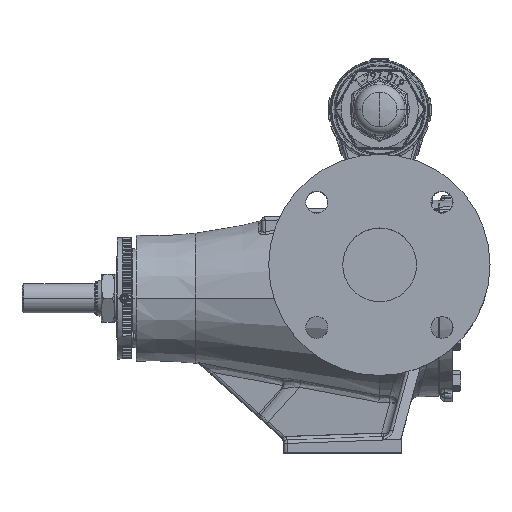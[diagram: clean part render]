
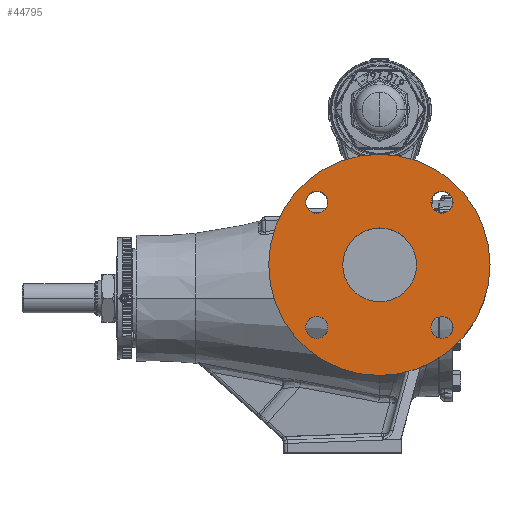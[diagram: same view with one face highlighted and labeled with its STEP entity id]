
A CAD part, top view. The second image highlights one B-rep face of the part: STEP entity #44795.
In plain terms, the highlighted planar face has unit normal (0, 0, 1).
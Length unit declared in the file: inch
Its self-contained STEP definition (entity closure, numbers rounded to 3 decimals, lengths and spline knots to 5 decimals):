
#2325 = CIRCLE ( 'NONE', #34824, 0.375 ) ;
#3694 = CARTESIAN_POINT ( 'NONE',  ( 0.11132, -1.00132, 6. ) ) ;
#4465 = AXIS2_PLACEMENT_3D ( 'NONE', #91209, #56781, #44560 ) ;
#5106 = AXIS2_PLACEMENT_3D ( 'NONE', #140689, #12012, #23755 ) ;
#6547 = VERTEX_POINT ( 'NONE', #117642 ) ;
#7404 = ORIENTED_EDGE ( 'NONE', *, *, #57304, .T. ) ;
#10290 = ORIENTED_EDGE ( 'NONE', *, *, #117835, .F. ) ;
#10583 = DIRECTION ( 'NONE',  ( 0., 0., -1. ) ) ;
#11682 = EDGE_LOOP ( 'NONE', ( #10290, #54023 ) ) ;
#12012 = DIRECTION ( 'NONE',  ( 0., 0., 1. ) ) ;
#13654 = AXIS2_PLACEMENT_3D ( 'NONE', #3694, #73358, #121030 ) ;
#13720 = AXIS2_PLACEMENT_3D ( 'NONE', #123434, #53141, #28566 ) ;
#15637 = VERTEX_POINT ( 'NONE', #109228 ) ;
#18724 = CARTESIAN_POINT ( 'NONE',  ( -2., 1.12, 6. ) ) ;
#19770 = ORIENTED_EDGE ( 'NONE', *, *, #130188, .F. ) ;
#21695 = VERTEX_POINT ( 'NONE', #48516 ) ;
#22591 = CARTESIAN_POINT ( 'NONE',  ( -4.13132, 3.24132, 6. ) ) ;
#23755 = DIRECTION ( 'NONE',  ( 1., 0., 0. ) ) ;
#24031 = DIRECTION ( 'NONE',  ( 1., 0., 0. ) ) ;
#26929 = FACE_OUTER_BOUND ( 'NONE', #68684, .T. ) ;
#27523 = AXIS2_PLACEMENT_3D ( 'NONE', #43177, #55419, #90836 ) ;
#28566 = DIRECTION ( 'NONE',  ( 0., -1., 0. ) ) ;
#28732 = CARTESIAN_POINT ( 'NONE',  ( -0.26368, -1.00132, 6. ) ) ;
#30723 = EDGE_CURVE ( 'NONE', #35452, #77085, #144300, .T. ) ;
#31498 = CIRCLE ( 'NONE', #77337, 1.25 ) ;
#34240 = FACE_BOUND ( 'NONE', #49451, .T. ) ;
#34581 = DIRECTION ( 'NONE',  ( 0., -1., 0. ) ) ;
#34824 = AXIS2_PLACEMENT_3D ( 'NONE', #94245, #104505, #24031 ) ;
#35452 = VERTEX_POINT ( 'NONE', #90407 ) ;
#39988 = EDGE_CURVE ( 'NONE', #111168, #21695, #119848, .T. ) ;
#42524 = CIRCLE ( 'NONE', #114169, 3.75 ) ;
#42742 = DIRECTION ( 'NONE',  ( 0., 0., -1. ) ) ;
#42763 = ORIENTED_EDGE ( 'NONE', *, *, #141129, .F. ) ;
#43177 = CARTESIAN_POINT ( 'NONE',  ( -2.01, 1.12, 6. ) ) ;
#44560 = DIRECTION ( 'NONE',  ( 1., 0., 0. ) ) ;
#44795 = ADVANCED_FACE ( 'NONE', ( #65489, #135245, #34240, #52646, #26929, #126132 ), #133226, .T. ) ;
#45413 = AXIS2_PLACEMENT_3D ( 'NONE', #109691, #110193, #75797 ) ;
#45939 = EDGE_LOOP ( 'NONE', ( #42763, #76041 ) ) ;
#48516 = CARTESIAN_POINT ( 'NONE',  ( -0.26368, 3.24132, 6. ) ) ;
#49451 = EDGE_LOOP ( 'NONE', ( #112590, #19770 ) ) ;
#50795 = ORIENTED_EDGE ( 'NONE', *, *, #69252, .F. ) ;
#51163 = CIRCLE ( 'NONE', #13654, 0.375 ) ;
#52646 = FACE_BOUND ( 'NONE', #45939, .T. ) ;
#52667 = DIRECTION ( 'NONE',  ( 1., 0., 0. ) ) ;
#52792 = CARTESIAN_POINT ( 'NONE',  ( -2., 1.12, 6. ) ) ;
#53141 = DIRECTION ( 'NONE',  ( 0., 0., 1. ) ) ;
#54023 = ORIENTED_EDGE ( 'NONE', *, *, #93754, .F. ) ;
#55419 = DIRECTION ( 'NONE',  ( 0., 0., -1. ) ) ;
#56781 = DIRECTION ( 'NONE',  ( 0., 0., 1. ) ) ;
#57304 = EDGE_CURVE ( 'NONE', #6547, #15637, #31498, .T. ) ;
#58346 = ORIENTED_EDGE ( 'NONE', *, *, #128772, .T. ) ;
#59237 = CARTESIAN_POINT ( 'NONE',  ( -4.50632, 3.24132, 6. ) ) ;
#60402 = DIRECTION ( 'NONE',  ( 0., 0., 1. ) ) ;
#61878 = VERTEX_POINT ( 'NONE', #28732 ) ;
#62311 = CARTESIAN_POINT ( 'NONE',  ( 0.48632, 3.24132, 6. ) ) ;
#62976 = CARTESIAN_POINT ( 'NONE',  ( -4.13132, 3.24132, 6. ) ) ;
#64618 = DIRECTION ( 'NONE',  ( 0., 1., 0. ) ) ;
#65489 = FACE_BOUND ( 'NONE', #121500, .T. ) ;
#68411 = EDGE_CURVE ( 'NONE', #77085, #35452, #42524, .T. ) ;
#68684 = EDGE_LOOP ( 'NONE', ( #71677, #151361 ) ) ;
#69252 = EDGE_CURVE ( 'NONE', #124784, #123824, #148881, .T. ) ;
#71677 = ORIENTED_EDGE ( 'NONE', *, *, #68411, .F. ) ;
#73358 = DIRECTION ( 'NONE',  ( 0., 0., 1. ) ) ;
#74428 = AXIS2_PLACEMENT_3D ( 'NONE', #22591, #80539, #93855 ) ;
#75797 = DIRECTION ( 'NONE',  ( 1., 0., 0. ) ) ;
#76041 = ORIENTED_EDGE ( 'NONE', *, *, #101164, .F. ) ;
#76144 = ORIENTED_EDGE ( 'NONE', *, *, #142535, .F. ) ;
#76411 = CARTESIAN_POINT ( 'NONE',  ( -3.75632, 3.24132, 6. ) ) ;
#77085 = VERTEX_POINT ( 'NONE', #104338 ) ;
#77337 = AXIS2_PLACEMENT_3D ( 'NONE', #52792, #146757, #64618 ) ;
#80539 = DIRECTION ( 'NONE',  ( 0., 0., 1. ) ) ;
#84056 = CIRCLE ( 'NONE', #4465, 0.375 ) ;
#90407 = CARTESIAN_POINT ( 'NONE',  ( -2.01, 4.87, 6. ) ) ;
#90518 = CIRCLE ( 'NONE', #74428, 0.375 ) ;
#90836 = DIRECTION ( 'NONE',  ( 0., -1., 0. ) ) ;
#91209 = CARTESIAN_POINT ( 'NONE',  ( 0.11132, -1.00132, 6. ) ) ;
#93754 = EDGE_CURVE ( 'NONE', #61878, #129984, #84056, .T. ) ;
#93855 = DIRECTION ( 'NONE',  ( 1., 0., 0. ) ) ;
#94245 = CARTESIAN_POINT ( 'NONE',  ( 0.11132, 3.24132, 6. ) ) ;
#99383 = DIRECTION ( 'NONE',  ( 0., 0., 1. ) ) ;
#101164 = EDGE_CURVE ( 'NONE', #147502, #103731, #114696, .T. ) ;
#103731 = VERTEX_POINT ( 'NONE', #76411 ) ;
#104338 = CARTESIAN_POINT ( 'NONE',  ( -2.01, -2.63, 6. ) ) ;
#104505 = DIRECTION ( 'NONE',  ( 0., 0., 1. ) ) ;
#105587 = CARTESIAN_POINT ( 'NONE',  ( 0.11132, 3.24132, 6. ) ) ;
#109228 = CARTESIAN_POINT ( 'NONE',  ( -0.75, 1.12, 6. ) ) ;
#109691 = CARTESIAN_POINT ( 'NONE',  ( -4.13132, -1.00132, 6. ) ) ;
#110193 = DIRECTION ( 'NONE',  ( 0., 0., 1. ) ) ;
#111168 = VERTEX_POINT ( 'NONE', #62311 ) ;
#112590 = ORIENTED_EDGE ( 'NONE', *, *, #39988, .F. ) ;
#113509 = DIRECTION ( 'NONE',  ( 0., 1., 0. ) ) ;
#114169 = AXIS2_PLACEMENT_3D ( 'NONE', #115662, #10583, #34581 ) ;
#114696 = CIRCLE ( 'NONE', #148928, 0.375 ) ;
#115662 = CARTESIAN_POINT ( 'NONE',  ( -2.01, 1.12, 6. ) ) ;
#117203 = AXIS2_PLACEMENT_3D ( 'NONE', #105587, #60402, #118403 ) ;
#117336 = AXIS2_PLACEMENT_3D ( 'NONE', #18724, #42742, #113509 ) ;
#117642 = CARTESIAN_POINT ( 'NONE',  ( -3.25, 1.12, 6. ) ) ;
#117835 = EDGE_CURVE ( 'NONE', #129984, #61878, #51163, .T. ) ;
#118403 = DIRECTION ( 'NONE',  ( 1., 0., 0. ) ) ;
#119848 = CIRCLE ( 'NONE', #117203, 0.375 ) ;
#121030 = DIRECTION ( 'NONE',  ( 1., 0., 0. ) ) ;
#121500 = EDGE_LOOP ( 'NONE', ( #50795, #76144 ) ) ;
#121950 = CIRCLE ( 'NONE', #117336, 1.25 ) ;
#123434 = CARTESIAN_POINT ( 'NONE',  ( 1.74004, 5.12, 6. ) ) ;
#123824 = VERTEX_POINT ( 'NONE', #140780 ) ;
#124784 = VERTEX_POINT ( 'NONE', #131633 ) ;
#126132 = FACE_BOUND ( 'NONE', #147066, .T. ) ;
#128772 = EDGE_CURVE ( 'NONE', #15637, #6547, #121950, .T. ) ;
#129984 = VERTEX_POINT ( 'NONE', #144715 ) ;
#130188 = EDGE_CURVE ( 'NONE', #21695, #111168, #2325, .T. ) ;
#131633 = CARTESIAN_POINT ( 'NONE',  ( -3.75632, -1.00132, 6. ) ) ;
#133226 = PLANE ( 'NONE',  #13720 ) ;
#135245 = FACE_BOUND ( 'NONE', #11682, .T. ) ;
#140689 = CARTESIAN_POINT ( 'NONE',  ( -4.13132, -1.00132, 6. ) ) ;
#140780 = CARTESIAN_POINT ( 'NONE',  ( -4.50632, -1.00132, 6. ) ) ;
#141129 = EDGE_CURVE ( 'NONE', #103731, #147502, #90518, .T. ) ;
#142535 = EDGE_CURVE ( 'NONE', #123824, #124784, #144932, .T. ) ;
#144300 = CIRCLE ( 'NONE', #27523, 3.75 ) ;
#144715 = CARTESIAN_POINT ( 'NONE',  ( 0.48632, -1.00132, 6. ) ) ;
#144932 = CIRCLE ( 'NONE', #45413, 0.375 ) ;
#146757 = DIRECTION ( 'NONE',  ( 0., 0., -1. ) ) ;
#147066 = EDGE_LOOP ( 'NONE', ( #58346, #7404 ) ) ;
#147502 = VERTEX_POINT ( 'NONE', #59237 ) ;
#148881 = CIRCLE ( 'NONE', #5106, 0.375 ) ;
#148928 = AXIS2_PLACEMENT_3D ( 'NONE', #62976, #99383, #52667 ) ;
#151361 = ORIENTED_EDGE ( 'NONE', *, *, #30723, .F. ) ;
